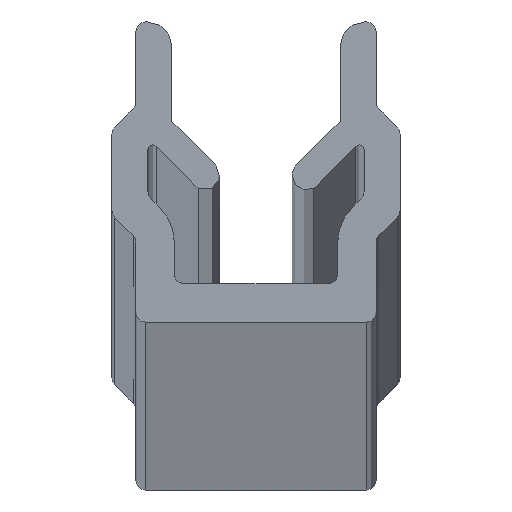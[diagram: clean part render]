
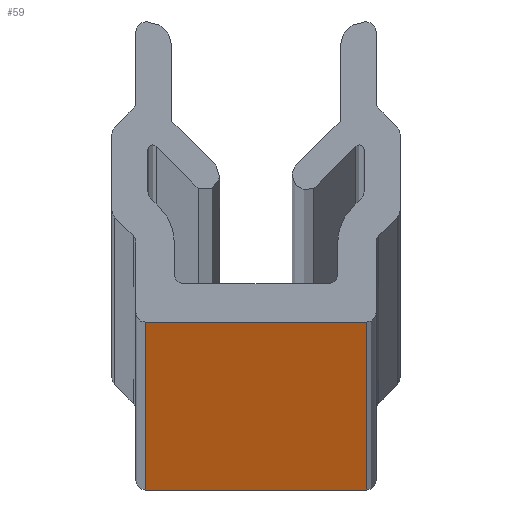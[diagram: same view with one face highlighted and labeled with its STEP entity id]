
A CAD part, top view. The second image highlights one B-rep face of the part: STEP entity #59.
In plain terms, the highlighted planar face has unit normal (0, -1, 0).
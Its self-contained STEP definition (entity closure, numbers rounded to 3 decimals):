
#59 = ADVANCED_FACE ( 'NONE', ( #440 ), #100, .F. ) ;
#76 = CARTESIAN_POINT ( 'NONE',  ( 2.5, 0., 2000. ) ) ;
#98 = VECTOR ( 'NONE', #630, 1000. ) ;
#100 = PLANE ( 'NONE',  #748 ) ;
#205 = EDGE_CURVE ( 'NONE', #441, #1013, #1206, .T. ) ;
#214 = DIRECTION ( 'NONE',  ( -1., 0., 0. ) ) ;
#229 = ORIENTED_EDGE ( 'NONE', *, *, #421, .F. ) ;
#318 = DIRECTION ( 'NONE',  ( -1., 0., 0. ) ) ;
#381 = EDGE_CURVE ( 'NONE', #1013, #1326, #610, .T. ) ;
#421 = EDGE_CURVE ( 'NONE', #1326, #1725, #1518, .T. ) ;
#440 = FACE_OUTER_BOUND ( 'NONE', #1575, .T. ) ;
#441 = VERTEX_POINT ( 'NONE', #1314 ) ;
#489 = CARTESIAN_POINT ( 'NONE',  ( -2.3, 0., 2000. ) ) ;
#610 = LINE ( 'NONE', #1739, #1323 ) ;
#630 = DIRECTION ( 'NONE',  ( 0., 0., 1. ) ) ;
#748 = AXIS2_PLACEMENT_3D ( 'NONE', #76, #791, #214 ) ;
#763 = CARTESIAN_POINT ( 'NONE',  ( 2.3, 0., 0. ) ) ;
#764 = ORIENTED_EDGE ( 'NONE', *, *, #205, .F. ) ;
#791 = DIRECTION ( 'NONE',  ( 0., 1., 0. ) ) ;
#960 = DIRECTION ( 'NONE',  ( 1., 0., 0. ) ) ;
#1013 = VERTEX_POINT ( 'NONE', #1247 ) ;
#1159 = CARTESIAN_POINT ( 'NONE',  ( 2.5, 0., 0. ) ) ;
#1171 = ORIENTED_EDGE ( 'NONE', *, *, #381, .F. ) ;
#1173 = ORIENTED_EDGE ( 'NONE', *, *, #1360, .F. ) ;
#1206 = LINE ( 'NONE', #1666, #1737 ) ;
#1247 = CARTESIAN_POINT ( 'NONE',  ( 2.3, 0., 2000. ) ) ;
#1314 = CARTESIAN_POINT ( 'NONE',  ( -2.3, 0., 2000. ) ) ;
#1323 = VECTOR ( 'NONE', #1595, 1000. ) ;
#1326 = VERTEX_POINT ( 'NONE', #763 ) ;
#1360 = EDGE_CURVE ( 'NONE', #1725, #441, #1540, .T. ) ;
#1518 = LINE ( 'NONE', #1159, #1606 ) ;
#1540 = LINE ( 'NONE', #489, #98 ) ;
#1557 = CARTESIAN_POINT ( 'NONE',  ( -2.3, 0., 0. ) ) ;
#1575 = EDGE_LOOP ( 'NONE', ( #1171, #764, #1173, #229 ) ) ;
#1595 = DIRECTION ( 'NONE',  ( 0., 0., -1. ) ) ;
#1606 = VECTOR ( 'NONE', #318, 1000. ) ;
#1666 = CARTESIAN_POINT ( 'NONE',  ( 2.5, 0., 2000. ) ) ;
#1725 = VERTEX_POINT ( 'NONE', #1557 ) ;
#1737 = VECTOR ( 'NONE', #960, 1000. ) ;
#1739 = CARTESIAN_POINT ( 'NONE',  ( 2.3, 0., 2000. ) ) ;
